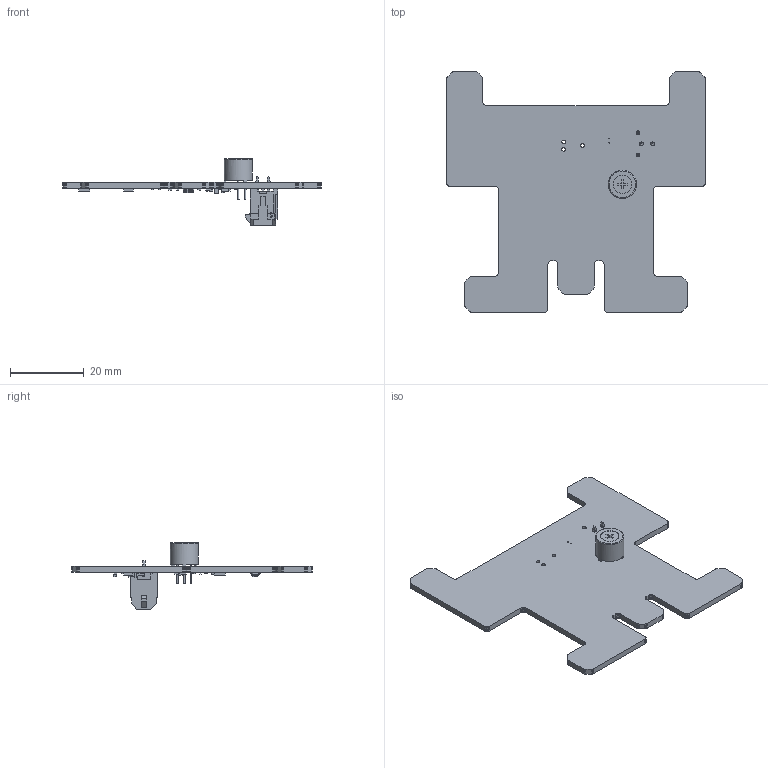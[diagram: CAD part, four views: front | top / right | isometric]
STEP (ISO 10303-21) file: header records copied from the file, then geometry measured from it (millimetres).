
FILE_DESCRIPTION(('KiCad electronic assembly'),'2;1');
FILE_NAME('solar_debug_board.step','2024-06-19T10:51:43',('Pcbnew'),( 'Kicad'),'Open CASCADE STEP processor 7.6','KiCad to STEP converter' ,'Unknown');
FILE_SCHEMA(('AUTOMOTIVE_DESIGN { 1 0 10303 214 1 1 1 1 }'));
Length unit declared in the file: millimetre
Products named in the file (22): solar_debug_board 1; Potentiometer_Bourns_3339H_Vertical; C_0603_1608Metric; C_0402_1005Metric; R_0402_1005Metric; C_0805_2012Metric; Bosch_LGA-14_3x2.5mm_P0.5mm; Bosch_LGA_14_3x25mm_P05mm; LED_0603_1608Metric; WSON-6-1EP_2x2mm_P0.65mm_EP1x1.6mm; WSON_6_1EP_2x2mm_P065mm_EP1x16mm; SOT-23-8; SOT_23_8; Molex_430450212; 430450212; solar_debug_board PCB
Assembly tree (35 placements, depth 3):
  solar_debug_board 1
    Potentiometer_Bourns_3339H_Vertical
      Potentiometer_Bourns_3339H_Vertical
    C_0603_1608Metric  x2
      C_0603_1608Metric
    C_0402_1005Metric  x5
      C_0402_1005Metric
    R_0402_1005Metric  x8
      R_0402_1005Metric
    C_0805_2012Metric
      C_0805_2012Metric
    Bosch_LGA-14_3x2.5mm_P0.5mm  x2
      Bosch_LGA_14_3x25mm_P05mm
    LED_0603_1608Metric  x2
      LED_0603_1608Metric
    WSON-6-1EP_2x2mm_P0.65mm_EP1x1.6mm
      WSON_6_1EP_2x2mm_P065mm_EP1x16mm
    SOT-23-8
      SOT_23_8
    Molex_430450212
      430450212
    solar_debug_board PCB
Bounding box: 70.06 x 65.23 x 18 mm (x, y, z)
Volume: 5733.5 mm3; surface area: 7978 mm2
Topology: 25 solids, 25 shells, 1403 faces, 3714 edges, 2436 vertices
Faces by surface type: plane 1126, cylinder 240, bspline 32, cone 4, torus 1
Full cylindrical faces by diameter (mm): 0.2 x4, 0.25 x1, 0.43 x3, 0.7 x3, 0.991 x3, 1.02 x4, 5 x1, 7.62 x1
Entity records: 67217 total; most frequent: CARTESIAN_POINT 11417, DIRECTION 9637, LINE 6952, VECTOR 6952, ORIENTED_EDGE 5100, PCURVE 5100, DEFINITIONAL_REPRESENTATION 5100, EDGE_CURVE 2550
